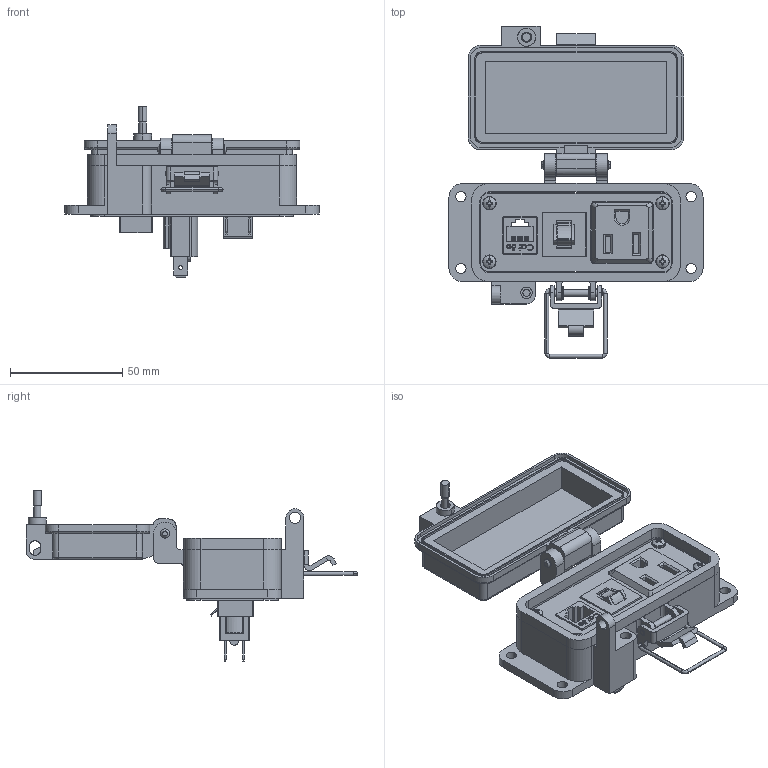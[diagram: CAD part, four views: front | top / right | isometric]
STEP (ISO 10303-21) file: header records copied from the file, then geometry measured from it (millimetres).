
FILE_DESCRIPTION (( 'STEP AP214' ), '1' );
FILE_NAME ('P-R2-F3R3_3D.STEP', '2017-08-30T19:42:45', ( '' ), ( '' ), 'SwSTEP 2.0', 'SolidWorks 2017', '' );
FILE_SCHEMA (( 'AUTOMOTIVE_DESIGN' ));
Length unit declared in the file: millimetre
Products named in the file (11): R; Z-200-R0SQ; Z-CB-SM; R2; Z-300-RJ45CAT5; P-R2-F3R3_TP; P-R2-F3R3_FP; P-R2-F3R3_BP; P-R2-F3R3_3D; 92005A124_METRIC PAN HEAD PHILLIPS MACHINE SCREW_92005A124; Z-H-F3
Assembly tree (13 placements, depth 3):
  P-R2-F3R3_3D
    P-R2-F3R3_BP
    P-R2-F3R3_FP
    P-R2-F3R3_TP
    R2
      Z-300-RJ45CAT5
    Z-CB-SM
    R
      Z-200-R0SQ
    Z-H-F3
    92005A124_METRIC PAN HEAD PHILLIPS MACHINE SCREW_92005A124  x4
Bounding box: 113 x 147.61 x 76.21 mm (x, y, z)
Volume: 103157.9 mm3; surface area: 76161.3 mm2
Topology: 20 solids, 20 shells, 1846 faces, 5167 edges, 3420 vertices
Faces by surface type: cylinder 875, plane 738, bspline 164, cone 45, torus 16, sphere 8
Entity records: 54120 total; most frequent: CARTESIAN_POINT 18042, ORIENTED_EDGE 7178, DIRECTION 5784, EDGE_CURVE 3589, VERTEX_POINT 2373, LINE 2270, VECTOR 2270, AXIS2_PLACEMENT_3D 1757
